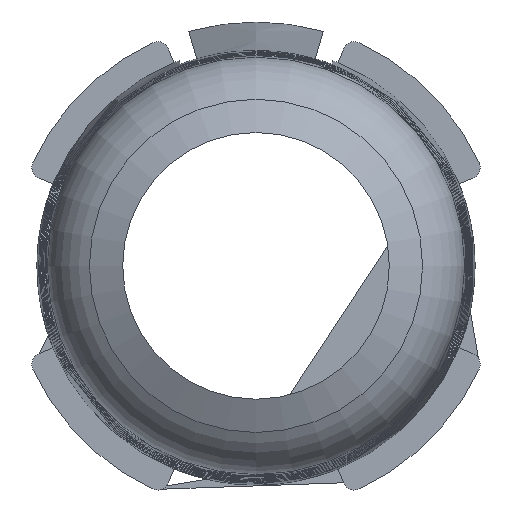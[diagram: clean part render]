
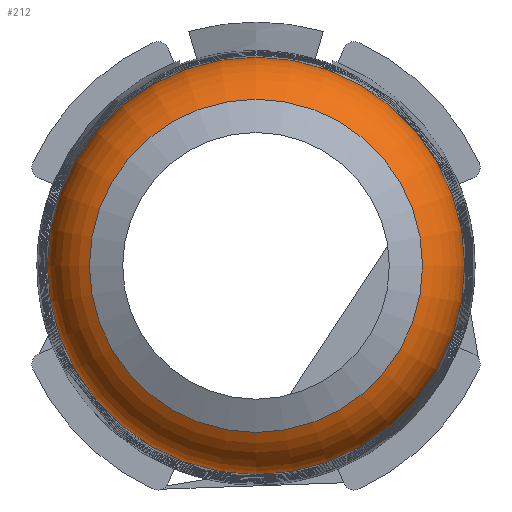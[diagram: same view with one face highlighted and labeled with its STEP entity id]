
A CAD part, front view. The second image highlights one B-rep face of the part: STEP entity #212.
In plain terms, the highlighted toroidal (fillet/blend) face has major radius 11.196 mm and minor radius 6.8 mm.
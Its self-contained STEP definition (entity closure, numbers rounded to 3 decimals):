
#212 = ADVANCED_FACE( '', ( #545, #546 ), #547, .T. );
#545 = FACE_OUTER_BOUND( '', #889, .T. );
#546 = FACE_OUTER_BOUND( '', #890, .T. );
#547 = TOROIDAL_SURFACE( '', #891, 11.196, 6.8 );
#889 = EDGE_LOOP( '', ( #2126 ) );
#890 = EDGE_LOOP( '', ( #2127 ) );
#891 = AXIS2_PLACEMENT_3D( '', #2128, #2129, #2130 );
#2126 = ORIENTED_EDGE( '', *, *, #2561, .T. );
#2127 = ORIENTED_EDGE( '', *, *, #2406, .F. );
#2128 = CARTESIAN_POINT( '', ( 0., 7.344, 0. ) );
#2129 = DIRECTION( '', ( 0., 1., 0. ) );
#2130 = DIRECTION( '', ( 0., 0., 1. ) );
#2406 = EDGE_CURVE( '', #3054, #3054, #3055, .T. );
#2561 = EDGE_CURVE( '', #3241, #3241, #3242, .T. );
#3054 = VERTEX_POINT( '', #6857 );
#3055 = CIRCLE( '', #6858, 17.995 );
#3241 = VERTEX_POINT( '', #7180 );
#3242 = CIRCLE( '', #7181, 14.368 );
#6857 = CARTESIAN_POINT( '', ( 0., 7.267, 17.995 ) );
#6858 = AXIS2_PLACEMENT_3D( '', #7575, #7576, #7577 );
#7180 = CARTESIAN_POINT( '', ( 0., 1.329, 14.368 ) );
#7181 = AXIS2_PLACEMENT_3D( '', #7779, #7780, #7781 );
#7575 = CARTESIAN_POINT( '', ( 0., 7.267, 0. ) );
#7576 = DIRECTION( '', ( 0., 1., 0. ) );
#7577 = DIRECTION( '', ( 0., 0., 1. ) );
#7779 = CARTESIAN_POINT( '', ( 0., 1.329, 0. ) );
#7780 = DIRECTION( '', ( 0., 1., 0. ) );
#7781 = DIRECTION( '', ( 0., 0., 1. ) );
